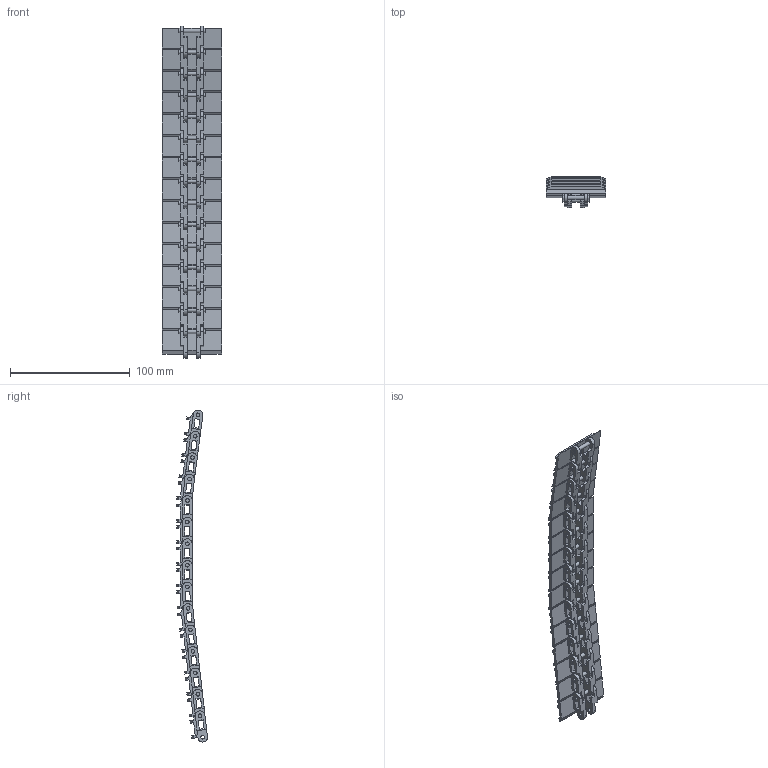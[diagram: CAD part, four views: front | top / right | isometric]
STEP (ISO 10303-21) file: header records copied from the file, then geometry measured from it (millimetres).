
FILE_DESCRIPTION(/* description */ (''),/* implementation_level */ '2;1');
FILE_NAME(/* name */ 'Telaketju_test.step',/* time_stamp */ '2024-09-25T15:14:20+03:00',/* author */ (''),/* organization */ (''),/* preprocessor_version */ 'ST-DEVELOPER v20',/* originating_system */ 'Autodesk Translation Framework v13.20.0.188',/* authorisation */ '');
FILE_SCHEMA (('AUTOMOTIVE_DESIGN { 1 0 10303 214 3 1 1 }'));
Length unit declared in the file: millimetre
Products named in the file (2): Telaketju; TP
Assembly tree (15 placements, depth 2):
  Telaketju
    TP  x15
Bounding box: 49.65 x 25.72 x 276.73 mm (x, y, z)
Volume: 53125.2 mm3; surface area: 59065.9 mm2
Topology: 15 solids, 15 shells, 840 faces, 2430 edges, 1620 vertices
Faces by surface type: plane 705, cylinder 135
Full cylindrical faces by diameter (mm): 3 x75
Entity records: 2072 total; most frequent: CARTESIAN_POINT 343, DIRECTION 326, ORIENTED_EDGE 324, EDGE_CURVE 162, LINE 144, VECTOR 144, VERTEX_POINT 108, AXIS2_PLACEMENT_3D 91
